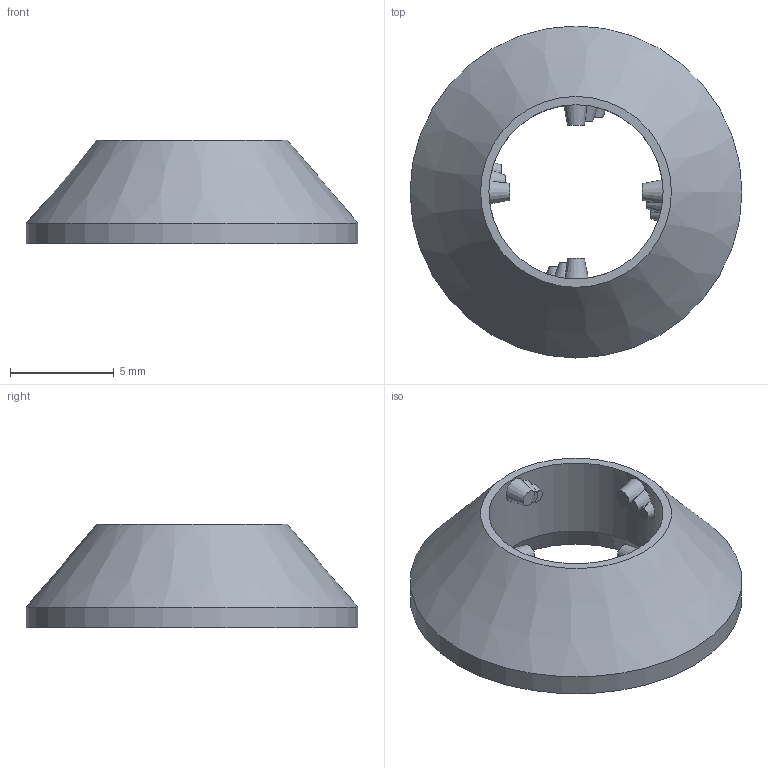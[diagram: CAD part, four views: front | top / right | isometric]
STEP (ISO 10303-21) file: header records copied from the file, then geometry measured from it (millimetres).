
FILE_DESCRIPTION(('FreeCAD Model'),'2;1');
FILE_NAME('z-screw-cover.step', '2017-12-05T21:10:08',(''),(''),'Open CASCADE STEP processor 6.8', 'FreeCAD','Unknown');
FILE_SCHEMA(('AUTOMOTIVE_DESIGN_CC2 { 1 2 10303 214 -1 1 5 4 }'));
Length unit declared in the file: millimetre
Products named in the file (1): Group
Bounding box: 16 x 16 x 5 mm (x, y, z)
Volume: 435.8 mm3; surface area: 553.4 mm2
Topology: 1 solids, 1 shells, 36 faces, 100 edges, 69 vertices
Faces by surface type: cone 20, plane 14, cylinder 2
Full cylindrical faces by diameter (mm): 8.4 x1, 16 x1
Entity records: 5248 total; most frequent: CARTESIAN_POINT 3475, DIRECTION 247, ORIENTED_EDGE 200, PCURVE 200, DEFINITIONAL_REPRESENTATION 200, B_SPLINE_CURVE_WITH_KNOTS 159, EDGE_CURVE 100, SURFACE_CURVE 91
